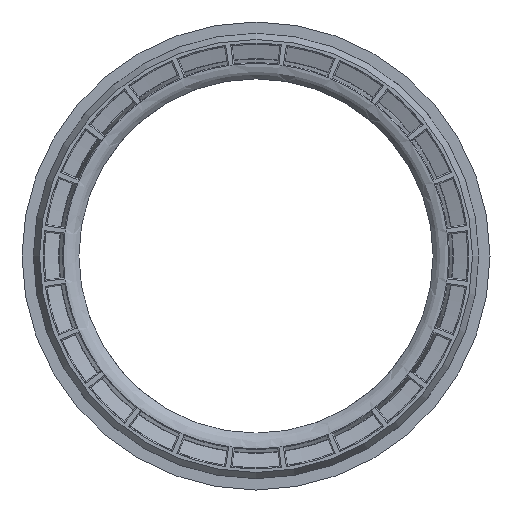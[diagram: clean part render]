
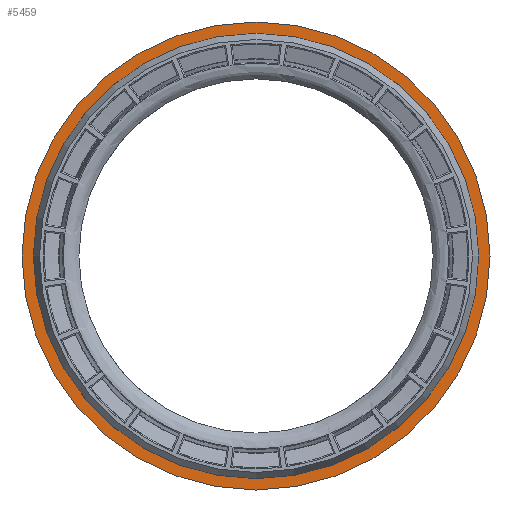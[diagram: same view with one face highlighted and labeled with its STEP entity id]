
A CAD part, front view. The second image highlights one B-rep face of the part: STEP entity #5459.
In plain terms, the highlighted planar face has unit normal (0, -1, 0).
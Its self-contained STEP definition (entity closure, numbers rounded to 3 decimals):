
#16=FACE_BOUND('',#1358,.T.);
#66=PLANE('',#6229);
#1050=FACE_OUTER_BOUND('',#1357,.T.);
#1357=EDGE_LOOP('',(#5042));
#1358=EDGE_LOOP('',(#5043));
#1794=CIRCLE('',#6213,201.5);
#1799=CIRCLE('',#6228,190.05);
#2486=VERTEX_POINT('',#11573);
#2490=VERTEX_POINT('',#11601);
#3327=EDGE_CURVE('',#2486,#2486,#1794,.T.);
#3340=EDGE_CURVE('',#2490,#2490,#1799,.T.);
#5042=ORIENTED_EDGE('',*,*,#3327,.F.);
#5043=ORIENTED_EDGE('',*,*,#3340,.T.);
#5459=ADVANCED_FACE('',(#1050,#16),#66,.T.);
#6213=AXIS2_PLACEMENT_3D('',#11575,#7949,#7950);
#6228=AXIS2_PLACEMENT_3D('',#11602,#7987,#7988);
#6229=AXIS2_PLACEMENT_3D('',#11604,#7990,#7991);
#7949=DIRECTION('center_axis',(0.,1.,0.));
#7950=DIRECTION('ref_axis',(1.,0.,0.));
#7987=DIRECTION('center_axis',(0.,1.,0.));
#7988=DIRECTION('ref_axis',(1.,0.,0.));
#7990=DIRECTION('center_axis',(0.,-1.,0.));
#7991=DIRECTION('ref_axis',(0.,0.,-1.));
#11573=CARTESIAN_POINT('',(201.5,47.,0.));
#11575=CARTESIAN_POINT('Origin',(0.,47.,0.));
#11601=CARTESIAN_POINT('',(190.05,47.,0.));
#11602=CARTESIAN_POINT('Origin',(0.,47.,0.));
#11604=CARTESIAN_POINT('Origin',(-201.5,47.,0.));
